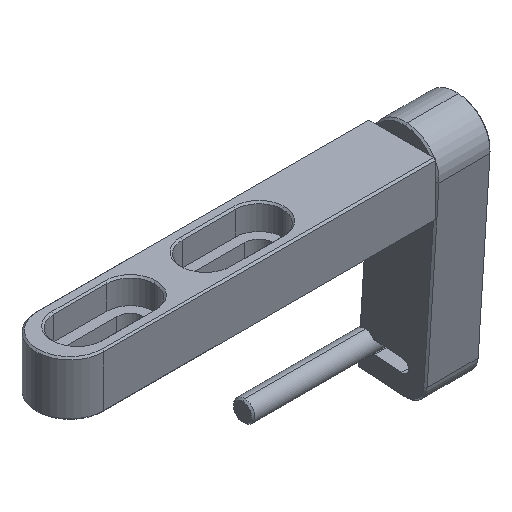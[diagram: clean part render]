
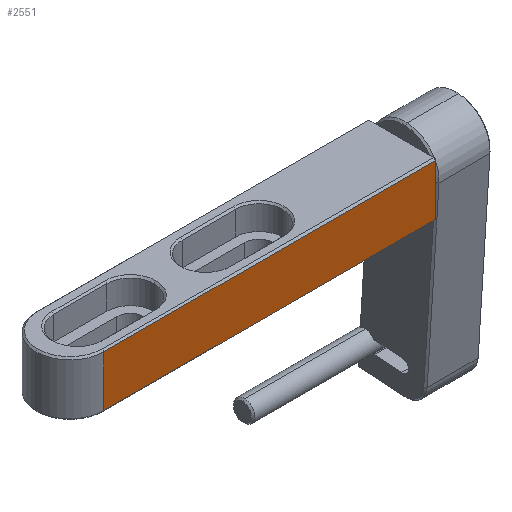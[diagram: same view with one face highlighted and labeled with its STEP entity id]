
A CAD part, isometric view. The second image highlights one B-rep face of the part: STEP entity #2551.
In plain terms, the highlighted planar face has unit normal (0, -1, 0).
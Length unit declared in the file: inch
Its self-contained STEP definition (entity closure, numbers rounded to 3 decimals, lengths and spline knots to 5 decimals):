
#20 = VERTEX_POINT ( 'NONE', #3439 ) ;
#26 = EDGE_CURVE ( 'NONE', #531, #2682, #285, .T. ) ;
#76 = DIRECTION ( 'NONE',  ( -1., 0., 0. ) ) ;
#114 = CARTESIAN_POINT ( 'NONE',  ( -1.375, -0.3125, 0.23438 ) ) ;
#127 = CARTESIAN_POINT ( 'NONE',  ( -1.375, -0.3125, 0.23438 ) ) ;
#285 = LINE ( 'NONE', #3142, #538 ) ;
#302 = FACE_OUTER_BOUND ( 'NONE', #2281, .T. ) ;
#531 = VERTEX_POINT ( 'NONE', #808 ) ;
#538 = VECTOR ( 'NONE', #1132, 39.37008 ) ;
#586 = ORIENTED_EDGE ( 'NONE', *, *, #3409, .T. ) ;
#648 = EDGE_CURVE ( 'NONE', #20, #531, #971, .T. ) ;
#782 = VERTEX_POINT ( 'NONE', #127 ) ;
#808 = CARTESIAN_POINT ( 'NONE',  ( 1.67188, -0.3125, -0.23437 ) ) ;
#971 = LINE ( 'NONE', #3597, #1876 ) ;
#1132 = DIRECTION ( 'NONE',  ( 0., 0., 1. ) ) ;
#1593 = LINE ( 'NONE', #3070, #3699 ) ;
#1611 = DIRECTION ( 'NONE',  ( 0., 0., -1. ) ) ;
#1791 = PLANE ( 'NONE',  #2811 ) ;
#1876 = VECTOR ( 'NONE', #2996, 39.37008 ) ;
#1948 = VECTOR ( 'NONE', #76, 39.37008 ) ;
#2040 = DIRECTION ( 'NONE',  ( 0., 1., 0. ) ) ;
#2073 = LINE ( 'NONE', #114, #1948 ) ;
#2281 = EDGE_LOOP ( 'NONE', ( #3212, #586, #3227, #3394 ) ) ;
#2551 = ADVANCED_FACE ( 'NONE', ( #302 ), #1791, .F. ) ;
#2682 = VERTEX_POINT ( 'NONE', #2828 ) ;
#2811 = AXIS2_PLACEMENT_3D ( 'NONE', #3538, #2040, #3245 ) ;
#2828 = CARTESIAN_POINT ( 'NONE',  ( 1.67188, -0.3125, 0.23438 ) ) ;
#2996 = DIRECTION ( 'NONE',  ( 1., 0., 0. ) ) ;
#3070 = CARTESIAN_POINT ( 'NONE',  ( -1.375, -0.3125, 0.25 ) ) ;
#3142 = CARTESIAN_POINT ( 'NONE',  ( 1.67188, -0.3125, 0.25 ) ) ;
#3160 = EDGE_CURVE ( 'NONE', #782, #20, #1593, .T. ) ;
#3212 = ORIENTED_EDGE ( 'NONE', *, *, #26, .T. ) ;
#3227 = ORIENTED_EDGE ( 'NONE', *, *, #3160, .T. ) ;
#3245 = DIRECTION ( 'NONE',  ( -1., 0., 0. ) ) ;
#3394 = ORIENTED_EDGE ( 'NONE', *, *, #648, .T. ) ;
#3409 = EDGE_CURVE ( 'NONE', #2682, #782, #2073, .T. ) ;
#3439 = CARTESIAN_POINT ( 'NONE',  ( -1.375, -0.3125, -0.23437 ) ) ;
#3538 = CARTESIAN_POINT ( 'NONE',  ( -1.6875, -0.3125, 0.25 ) ) ;
#3597 = CARTESIAN_POINT ( 'NONE',  ( -1.6875, -0.3125, -0.23437 ) ) ;
#3699 = VECTOR ( 'NONE', #1611, 39.37008 ) ;
